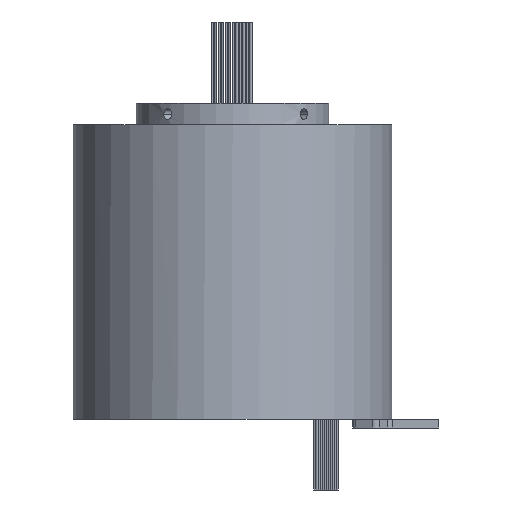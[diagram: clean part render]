
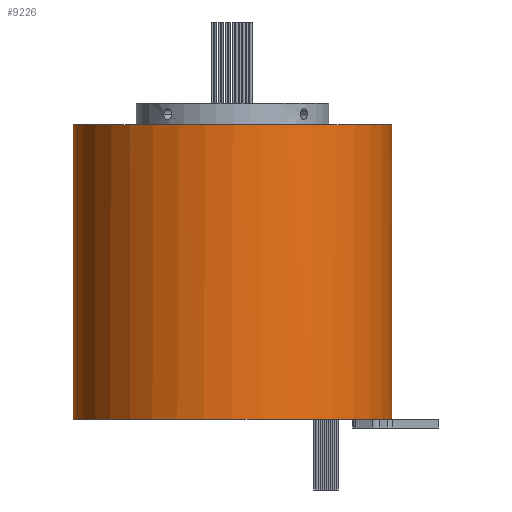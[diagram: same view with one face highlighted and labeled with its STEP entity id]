
A CAD part, front view. The second image highlights one B-rep face of the part: STEP entity #9226.
In plain terms, the highlighted cylindrical face has radius 90 mm (diameter 180 mm), a partial arc.
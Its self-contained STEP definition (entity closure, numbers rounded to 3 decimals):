
#7 = CARTESIAN_POINT ( 'NONE',  ( 88.468, -16.535, 0. ) ) ;
#317 = VECTOR ( 'NONE', #4078, 1000. ) ;
#327 = EDGE_CURVE ( 'NONE', #3927, #7284, #4054, .T. ) ;
#935 = DIRECTION ( 'NONE',  ( 0., 0., -1. ) ) ;
#987 = CARTESIAN_POINT ( 'NONE',  ( 90., 0., 166.5 ) ) ;
#1075 = CARTESIAN_POINT ( 'NONE',  ( -90., 0., 0. ) ) ;
#1644 = CARTESIAN_POINT ( 'NONE',  ( 0., 0., 166.5 ) ) ;
#1977 = DIRECTION ( 'NONE',  ( 1., 0., 0. ) ) ;
#2214 = EDGE_CURVE ( 'NONE', #9054, #8317, #4686, .T. ) ;
#2348 = CIRCLE ( 'NONE', #2624, 90. ) ;
#2624 = AXIS2_PLACEMENT_3D ( 'NONE', #3848, #3701, #1977 ) ;
#2816 = VECTOR ( 'NONE', #5031, 1000. ) ;
#2822 = EDGE_CURVE ( 'NONE', #7284, #4896, #2348, .T. ) ;
#3340 = EDGE_CURVE ( 'NONE', #3927, #9054, #7440, .T. ) ;
#3701 = DIRECTION ( 'NONE',  ( 0., 0., 1. ) ) ;
#3848 = CARTESIAN_POINT ( 'NONE',  ( 0., 0., 0. ) ) ;
#3927 = VERTEX_POINT ( 'NONE', #6962 ) ;
#3945 = AXIS2_PLACEMENT_3D ( 'NONE', #1644, #935, #8900 ) ;
#4054 = LINE ( 'NONE', #7094, #317 ) ;
#4078 = DIRECTION ( 'NONE',  ( 0., 0., -1. ) ) ;
#4280 = CARTESIAN_POINT ( 'NONE',  ( 90., 0., 166.5 ) ) ;
#4686 = LINE ( 'NONE', #987, #2816 ) ;
#4743 = EDGE_CURVE ( 'NONE', #8317, #4896, #5227, .T. ) ;
#4896 = VERTEX_POINT ( 'NONE', #7 ) ;
#5031 = DIRECTION ( 'NONE',  ( 0., 0., -1. ) ) ;
#5227 = CIRCLE ( 'NONE', #8093, 90. ) ;
#5516 = ORIENTED_EDGE ( 'NONE', *, *, #327, .T. ) ;
#5581 = AXIS2_PLACEMENT_3D ( 'NONE', #5848, #7526, #9190 ) ;
#5848 = CARTESIAN_POINT ( 'NONE',  ( 0., 0., 166.5 ) ) ;
#6577 = CYLINDRICAL_SURFACE ( 'NONE', #3945, 90. ) ;
#6675 = DIRECTION ( 'NONE',  ( 0., 0., -1. ) ) ;
#6804 = EDGE_LOOP ( 'NONE', ( #8633, #7733, #5516, #9274, #7541 ) ) ;
#6806 = FACE_OUTER_BOUND ( 'NONE', #6804, .T. ) ;
#6830 = CARTESIAN_POINT ( 'NONE',  ( 0., 0., 0. ) ) ;
#6962 = CARTESIAN_POINT ( 'NONE',  ( -90., 0., 166.5 ) ) ;
#7094 = CARTESIAN_POINT ( 'NONE',  ( -90., 0., 166.5 ) ) ;
#7284 = VERTEX_POINT ( 'NONE', #1075 ) ;
#7344 = DIRECTION ( 'NONE',  ( -1., 0., 0. ) ) ;
#7440 = CIRCLE ( 'NONE', #5581, 90. ) ;
#7526 = DIRECTION ( 'NONE',  ( 0., 0., 1. ) ) ;
#7541 = ORIENTED_EDGE ( 'NONE', *, *, #4743, .F. ) ;
#7733 = ORIENTED_EDGE ( 'NONE', *, *, #3340, .F. ) ;
#8093 = AXIS2_PLACEMENT_3D ( 'NONE', #6830, #6675, #7344 ) ;
#8317 = VERTEX_POINT ( 'NONE', #8445 ) ;
#8445 = CARTESIAN_POINT ( 'NONE',  ( 90., 0., 0. ) ) ;
#8633 = ORIENTED_EDGE ( 'NONE', *, *, #2214, .F. ) ;
#8900 = DIRECTION ( 'NONE',  ( -1., 0., 0. ) ) ;
#9054 = VERTEX_POINT ( 'NONE', #4280 ) ;
#9190 = DIRECTION ( 'NONE',  ( 1., 0., 0. ) ) ;
#9226 = ADVANCED_FACE ( 'NONE', ( #6806 ), #6577, .T. ) ;
#9274 = ORIENTED_EDGE ( 'NONE', *, *, #2822, .T. ) ;
